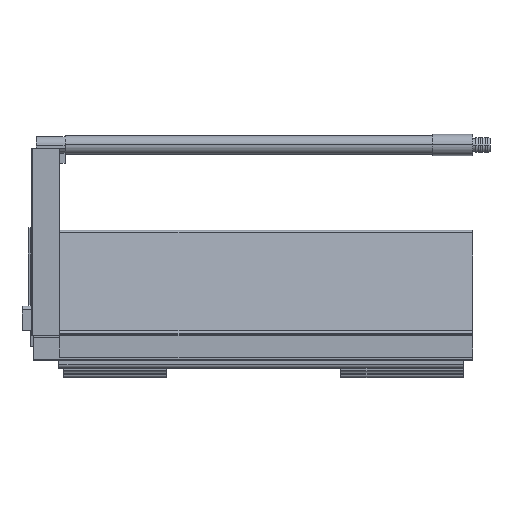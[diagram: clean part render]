
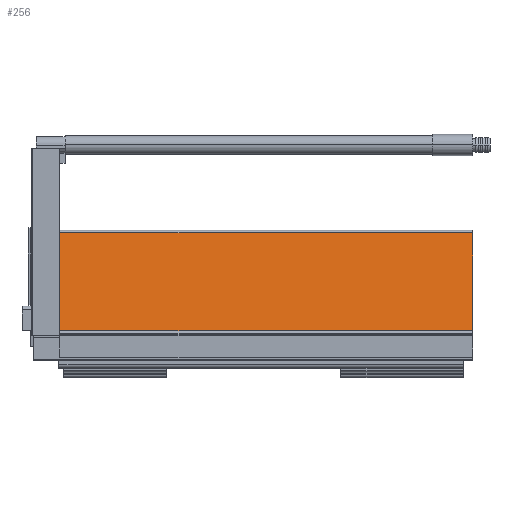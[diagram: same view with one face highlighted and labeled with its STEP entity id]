
A CAD part, top view. The second image highlights one B-rep face of the part: STEP entity #256.
In plain terms, the highlighted planar face has unit normal (0, 0.139, 0.99).
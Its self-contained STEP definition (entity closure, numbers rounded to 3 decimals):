
#256 = ADVANCED_FACE ( 'NONE', ( #11729 ), #3520, .T. ) ;
#384 = VECTOR ( 'NONE', #9976, 1000. ) ;
#905 = CARTESIAN_POINT ( 'NONE',  ( -273.5, 75.024, 25.028 ) ) ;
#943 = CARTESIAN_POINT ( 'NONE',  ( 0., 10.222, 34.135 ) ) ;
#1376 = VERTEX_POINT ( 'NONE', #6337 ) ;
#1605 = CARTESIAN_POINT ( 'NONE',  ( -293., 75.024, 25.028 ) ) ;
#1835 = LINE ( 'NONE', #905, #2469 ) ;
#2469 = VECTOR ( 'NONE', #7415, 1000. ) ;
#2629 = LINE ( 'NONE', #1605, #5583 ) ;
#2781 = VECTOR ( 'NONE', #4658, 1000. ) ;
#2890 = ORIENTED_EDGE ( 'NONE', *, *, #10052, .F. ) ;
#3100 = CARTESIAN_POINT ( 'NONE',  ( -273.5, 75.024, 25.028 ) ) ;
#3520 = PLANE ( 'NONE',  #11965 ) ;
#3871 = VERTEX_POINT ( 'NONE', #3100 ) ;
#4229 = EDGE_CURVE ( 'NONE', #8077, #1376, #9274, .T. ) ;
#4249 = CARTESIAN_POINT ( 'NONE',  ( -293., 75.024, 25.028 ) ) ;
#4658 = DIRECTION ( 'NONE',  ( 1., 0., 0. ) ) ;
#5208 = ORIENTED_EDGE ( 'NONE', *, *, #4229, .T. ) ;
#5289 = CARTESIAN_POINT ( 'NONE',  ( 0., 75.024, 25.028 ) ) ;
#5583 = VECTOR ( 'NONE', #7980, 1000. ) ;
#5803 = EDGE_CURVE ( 'NONE', #3871, #8682, #2629, .T. ) ;
#6267 = LINE ( 'NONE', #11917, #384 ) ;
#6337 = CARTESIAN_POINT ( 'NONE',  ( 0., 10.222, 34.135 ) ) ;
#6370 = EDGE_CURVE ( 'NONE', #8077, #3871, #1835, .T. ) ;
#7218 = DIRECTION ( 'NONE',  ( 0., -0.99, 0.139 ) ) ;
#7415 = DIRECTION ( 'NONE',  ( 0., 0.99, -0.139 ) ) ;
#7980 = DIRECTION ( 'NONE',  ( 1., 0., 0. ) ) ;
#8077 = VERTEX_POINT ( 'NONE', #8173 ) ;
#8173 = CARTESIAN_POINT ( 'NONE',  ( -273.5, 10.222, 34.135 ) ) ;
#8682 = VERTEX_POINT ( 'NONE', #5289 ) ;
#9274 = LINE ( 'NONE', #943, #2781 ) ;
#9322 = ORIENTED_EDGE ( 'NONE', *, *, #5803, .F. ) ;
#9714 = EDGE_LOOP ( 'NONE', ( #10785, #5208, #2890, #9322 ) ) ;
#9787 = DIRECTION ( 'NONE',  ( 0., 0.139, 0.99 ) ) ;
#9976 = DIRECTION ( 'NONE',  ( 0., -0.99, 0.139 ) ) ;
#10052 = EDGE_CURVE ( 'NONE', #8682, #1376, #6267, .T. ) ;
#10785 = ORIENTED_EDGE ( 'NONE', *, *, #6370, .F. ) ;
#11729 = FACE_OUTER_BOUND ( 'NONE', #9714, .T. ) ;
#11917 = CARTESIAN_POINT ( 'NONE',  ( 0., 75.024, 25.028 ) ) ;
#11965 = AXIS2_PLACEMENT_3D ( 'NONE', #4249, #9787, #7218 ) ;
